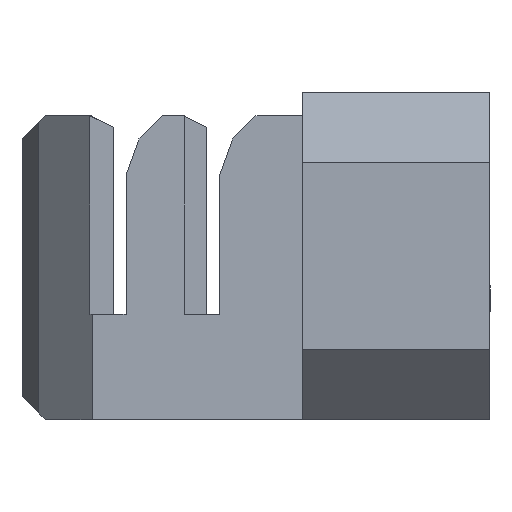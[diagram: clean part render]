
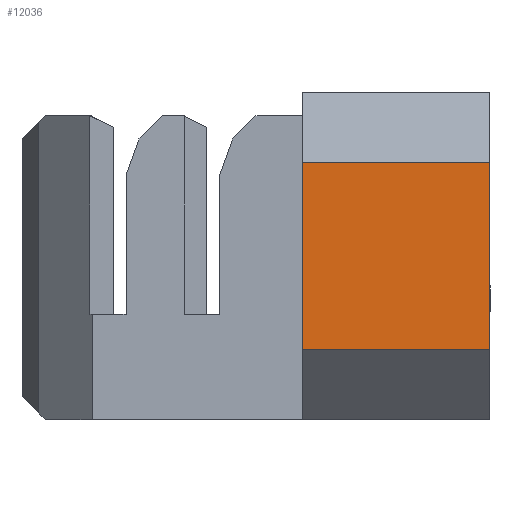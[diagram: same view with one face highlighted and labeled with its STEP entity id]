
A CAD part, front view. The second image highlights one B-rep face of the part: STEP entity #12036.
In plain terms, the highlighted planar face has unit normal (0, -1, 0).
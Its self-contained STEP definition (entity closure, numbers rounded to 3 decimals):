
#507 = PLANE('',#508);
#508 = AXIS2_PLACEMENT_3D('',#509,#510,#511);
#509 = CARTESIAN_POINT('',(0.,0.,7.));
#510 = DIRECTION('',(-1.,0.,0.));
#511 = DIRECTION('',(0.,0.,-1.));
#1095 = PLANE('',#1096);
#1096 = AXIS2_PLACEMENT_3D('',#1097,#1098,#1099);
#1097 = CARTESIAN_POINT('',(8.,0.,7.));
#1098 = DIRECTION('',(-1.,0.,0.));
#1099 = DIRECTION('',(0.,0.,-1.));
#1123 = PLANE('',#1124);
#1124 = AXIS2_PLACEMENT_3D('',#1125,#1126,#1127);
#1125 = CARTESIAN_POINT('',(0.,-25.,3.));
#1126 = DIRECTION('',(0.,0.707,0.707));
#1127 = DIRECTION('',(0.,0.707,-0.707));
#6353 = VERTEX_POINT('',#6354);
#6354 = CARTESIAN_POINT('',(0.,-25.,3.));
#6375 = EDGE_CURVE('',#6353,#6376,#6378,.T.);
#6376 = VERTEX_POINT('',#6377);
#6377 = CARTESIAN_POINT('',(0.,-25.,11.));
#6378 = SURFACE_CURVE('',#6379,(#6383,#6390),.PCURVE_S1.);
#6379 = LINE('',#6380,#6381);
#6380 = CARTESIAN_POINT('',(0.,-25.,3.));
#6381 = VECTOR('',#6382,1.);
#6382 = DIRECTION('',(0.,0.,1.));
#6383 = PCURVE('',#507,#6384);
#6384 = DEFINITIONAL_REPRESENTATION('',(#6385),#6389);
#6385 = LINE('',#6386,#6387);
#6386 = CARTESIAN_POINT('',(4.,25.));
#6387 = VECTOR('',#6388,1.);
#6388 = DIRECTION('',(-1.,0.));
#6389 = ( GEOMETRIC_REPRESENTATION_CONTEXT(2) 
PARAMETRIC_REPRESENTATION_CONTEXT() REPRESENTATION_CONTEXT('2D SPACE',''
  ) );
#6390 = PCURVE('',#6391,#6396);
#6391 = PLANE('',#6392);
#6392 = AXIS2_PLACEMENT_3D('',#6393,#6394,#6395);
#6393 = CARTESIAN_POINT('',(0.,-25.,3.));
#6394 = DIRECTION('',(0.,-1.,0.));
#6395 = DIRECTION('',(0.,0.,1.));
#6396 = DEFINITIONAL_REPRESENTATION('',(#6397),#6401);
#6397 = LINE('',#6398,#6399);
#6398 = CARTESIAN_POINT('',(0.,0.));
#6399 = VECTOR('',#6400,1.);
#6400 = DIRECTION('',(1.,0.));
#6401 = ( GEOMETRIC_REPRESENTATION_CONTEXT(2) 
PARAMETRIC_REPRESENTATION_CONTEXT() REPRESENTATION_CONTEXT('2D SPACE',''
  ) );
#6419 = PLANE('',#6420);
#6420 = AXIS2_PLACEMENT_3D('',#6421,#6422,#6423);
#6421 = CARTESIAN_POINT('',(0.,-25.,11.));
#6422 = DIRECTION('',(0.,-0.707,0.707));
#6423 = DIRECTION('',(0.,0.707,0.707));
#6761 = EDGE_CURVE('',#6353,#6762,#6764,.T.);
#6762 = VERTEX_POINT('',#6763);
#6763 = CARTESIAN_POINT('',(8.,-25.,3.));
#6764 = SURFACE_CURVE('',#6765,(#6769,#6776),.PCURVE_S1.);
#6765 = LINE('',#6766,#6767);
#6766 = CARTESIAN_POINT('',(0.,-25.,3.));
#6767 = VECTOR('',#6768,1.);
#6768 = DIRECTION('',(1.,0.,0.));
#6769 = PCURVE('',#1123,#6770);
#6770 = DEFINITIONAL_REPRESENTATION('',(#6771),#6775);
#6771 = LINE('',#6772,#6773);
#6772 = CARTESIAN_POINT('',(0.,-0.));
#6773 = VECTOR('',#6774,1.);
#6774 = DIRECTION('',(0.,-1.));
#6775 = ( GEOMETRIC_REPRESENTATION_CONTEXT(2) 
PARAMETRIC_REPRESENTATION_CONTEXT() REPRESENTATION_CONTEXT('2D SPACE',''
  ) );
#6776 = PCURVE('',#6391,#6777);
#6777 = DEFINITIONAL_REPRESENTATION('',(#6778),#6782);
#6778 = LINE('',#6779,#6780);
#6779 = CARTESIAN_POINT('',(0.,0.));
#6780 = VECTOR('',#6781,1.);
#6781 = DIRECTION('',(0.,-1.));
#6782 = ( GEOMETRIC_REPRESENTATION_CONTEXT(2) 
PARAMETRIC_REPRESENTATION_CONTEXT() REPRESENTATION_CONTEXT('2D SPACE',''
  ) );
#6810 = EDGE_CURVE('',#6762,#6811,#6813,.T.);
#6811 = VERTEX_POINT('',#6812);
#6812 = CARTESIAN_POINT('',(8.,-25.,11.));
#6813 = SURFACE_CURVE('',#6814,(#6818,#6825),.PCURVE_S1.);
#6814 = LINE('',#6815,#6816);
#6815 = CARTESIAN_POINT('',(8.,-25.,3.));
#6816 = VECTOR('',#6817,1.);
#6817 = DIRECTION('',(0.,0.,1.));
#6818 = PCURVE('',#1095,#6819);
#6819 = DEFINITIONAL_REPRESENTATION('',(#6820),#6824);
#6820 = LINE('',#6821,#6822);
#6821 = CARTESIAN_POINT('',(4.,25.));
#6822 = VECTOR('',#6823,1.);
#6823 = DIRECTION('',(-1.,0.));
#6824 = ( GEOMETRIC_REPRESENTATION_CONTEXT(2) 
PARAMETRIC_REPRESENTATION_CONTEXT() REPRESENTATION_CONTEXT('2D SPACE',''
  ) );
#6825 = PCURVE('',#6391,#6826);
#6826 = DEFINITIONAL_REPRESENTATION('',(#6827),#6831);
#6827 = LINE('',#6828,#6829);
#6828 = CARTESIAN_POINT('',(0.,-8.));
#6829 = VECTOR('',#6830,1.);
#6830 = DIRECTION('',(1.,0.));
#6831 = ( GEOMETRIC_REPRESENTATION_CONTEXT(2) 
PARAMETRIC_REPRESENTATION_CONTEXT() REPRESENTATION_CONTEXT('2D SPACE',''
  ) );
#12013 = EDGE_CURVE('',#6376,#6811,#12014,.T.);
#12014 = SURFACE_CURVE('',#12015,(#12019,#12026),.PCURVE_S1.);
#12015 = LINE('',#12016,#12017);
#12016 = CARTESIAN_POINT('',(0.,-25.,11.));
#12017 = VECTOR('',#12018,1.);
#12018 = DIRECTION('',(1.,0.,0.));
#12019 = PCURVE('',#6419,#12020);
#12020 = DEFINITIONAL_REPRESENTATION('',(#12021),#12025);
#12021 = LINE('',#12022,#12023);
#12022 = CARTESIAN_POINT('',(0.,-0.));
#12023 = VECTOR('',#12024,1.);
#12024 = DIRECTION('',(0.,-1.));
#12025 = ( GEOMETRIC_REPRESENTATION_CONTEXT(2) 
PARAMETRIC_REPRESENTATION_CONTEXT() REPRESENTATION_CONTEXT('2D SPACE',''
  ) );
#12026 = PCURVE('',#6391,#12027);
#12027 = DEFINITIONAL_REPRESENTATION('',(#12028),#12032);
#12028 = LINE('',#12029,#12030);
#12029 = CARTESIAN_POINT('',(8.,0.));
#12030 = VECTOR('',#12031,1.);
#12031 = DIRECTION('',(0.,-1.));
#12032 = ( GEOMETRIC_REPRESENTATION_CONTEXT(2) 
PARAMETRIC_REPRESENTATION_CONTEXT() REPRESENTATION_CONTEXT('2D SPACE',''
  ) );
#12036 = ADVANCED_FACE('',(#12037),#6391,.T.);
#12037 = FACE_BOUND('',#12038,.T.);
#12038 = EDGE_LOOP('',(#12039,#12040,#12041,#12042));
#12039 = ORIENTED_EDGE('',*,*,#6761,.T.);
#12040 = ORIENTED_EDGE('',*,*,#6810,.T.);
#12041 = ORIENTED_EDGE('',*,*,#12013,.F.);
#12042 = ORIENTED_EDGE('',*,*,#6375,.F.);
